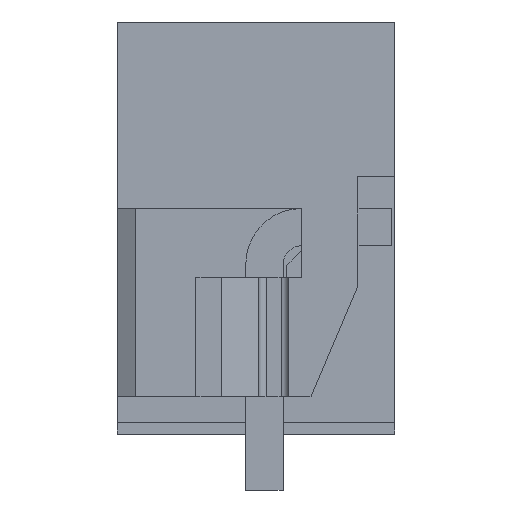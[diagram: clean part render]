
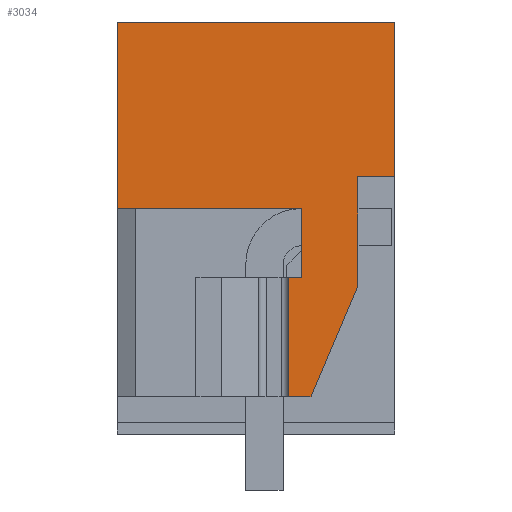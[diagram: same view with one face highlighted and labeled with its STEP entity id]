
A CAD part, left-side view. The second image highlights one B-rep face of the part: STEP entity #3034.
In plain terms, the highlighted planar face has unit normal (-1, 0, 0).
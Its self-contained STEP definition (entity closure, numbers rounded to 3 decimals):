
#2967=AXIS2_PLACEMENT_3D('Plane Axis2P3D',#2964,#2965,#2966) ;
#296=CARTESIAN_POINT('Vertex',(0.,7.45,7.55)) ;
#299=CARTESIAN_POINT('Line Origine',(0.,7.45,10.05)) ;
#303=CARTESIAN_POINT('Vertex',(0.,7.45,12.55)) ;
#2811=CARTESIAN_POINT('Vertex',(0.,2.25,2.5)) ;
#2814=CARTESIAN_POINT('Line Origine',(0.,2.55,2.5)) ;
#2818=CARTESIAN_POINT('Vertex',(0.,2.85,2.5)) ;
#2919=CARTESIAN_POINT('Line Origine',(0.,4.975,7.55)) ;
#2923=CARTESIAN_POINT('Vertex',(0.,2.5,7.55)) ;
#2964=CARTESIAN_POINT('Axis2P3D Location',(0.,7.45,0.1)) ;
#2969=CARTESIAN_POINT('Line Origine',(0.,2.85,4.1)) ;
#2973=CARTESIAN_POINT('Vertex',(0.,2.85,5.7)) ;
#2976=CARTESIAN_POINT('Line Origine',(0.,1.623,3.979)) ;
#2980=CARTESIAN_POINT('Vertex',(0.,0.997,5.458)) ;
#2983=CARTESIAN_POINT('Line Origine',(0.,0.997,6.929)) ;
#2987=CARTESIAN_POINT('Vertex',(0.,0.997,8.4)) ;
#2990=CARTESIAN_POINT('Line Origine',(0.,0.498,8.4)) ;
#2994=CARTESIAN_POINT('Vertex',(0.,0.,8.4)) ;
#2997=CARTESIAN_POINT('Line Origine',(0.,0.,10.475)) ;
#3001=CARTESIAN_POINT('Vertex',(0.,0.,12.55)) ;
#3004=CARTESIAN_POINT('Line Origine',(0.,3.725,12.55)) ;
#3009=CARTESIAN_POINT('Line Origine',(0.,2.5,6.625)) ;
#3013=CARTESIAN_POINT('Vertex',(0.,2.5,5.7)) ;
#3016=CARTESIAN_POINT('Line Origine',(0.,2.675,5.7)) ;
#300=DIRECTION('Vector Direction',(0.,0.,-1.)) ;
#2815=DIRECTION('Vector Direction',(0.,-1.,0.)) ;
#2920=DIRECTION('Vector Direction',(0.,1.,0.)) ;
#2965=DIRECTION('Axis2P3D Direction',(1.,0.,-0.)) ;
#2966=DIRECTION('Axis2P3D XDirection',(0.,0.,1.)) ;
#2970=DIRECTION('Vector Direction',(0.,0.,1.)) ;
#2977=DIRECTION('Vector Direction',(0.,0.39,-0.921)) ;
#2984=DIRECTION('Vector Direction',(0.,0.,1.)) ;
#2991=DIRECTION('Vector Direction',(0.,-1.,0.)) ;
#2998=DIRECTION('Vector Direction',(0.,0.,1.)) ;
#3005=DIRECTION('Vector Direction',(0.,1.,0.)) ;
#3010=DIRECTION('Vector Direction',(0.,0.,-1.)) ;
#3017=DIRECTION('Vector Direction',(0.,1.,0.)) ;
#301=VECTOR('Line Direction',#300,1.) ;
#2816=VECTOR('Line Direction',#2815,1.) ;
#2921=VECTOR('Line Direction',#2920,1.) ;
#2971=VECTOR('Line Direction',#2970,1.) ;
#2978=VECTOR('Line Direction',#2977,1.) ;
#2985=VECTOR('Line Direction',#2984,1.) ;
#2992=VECTOR('Line Direction',#2991,1.) ;
#2999=VECTOR('Line Direction',#2998,1.) ;
#3006=VECTOR('Line Direction',#3005,1.) ;
#3011=VECTOR('Line Direction',#3010,1.) ;
#3018=VECTOR('Line Direction',#3017,1.) ;
#3022=ORIENTED_EDGE('',*,*,#2975,.F.) ;
#3023=ORIENTED_EDGE('',*,*,#2820,.F.) ;
#3024=ORIENTED_EDGE('',*,*,#2982,.F.) ;
#3025=ORIENTED_EDGE('',*,*,#2989,.F.) ;
#3026=ORIENTED_EDGE('',*,*,#2996,.F.) ;
#3027=ORIENTED_EDGE('',*,*,#3003,.F.) ;
#3028=ORIENTED_EDGE('',*,*,#3008,.F.) ;
#3029=ORIENTED_EDGE('',*,*,#305,.F.) ;
#3030=ORIENTED_EDGE('',*,*,#2925,.F.) ;
#3031=ORIENTED_EDGE('',*,*,#3015,.F.) ;
#3032=ORIENTED_EDGE('',*,*,#3020,.F.) ;
#3034=ADVANCED_FACE('HOUSING',(#3033),#2968,.F.) ;
#305=EDGE_CURVE('',#297,#304,#302,.F.) ;
#2820=EDGE_CURVE('',#2812,#2819,#2817,.F.) ;
#2925=EDGE_CURVE('',#2924,#297,#2922,.T.) ;
#2975=EDGE_CURVE('',#2819,#2974,#2972,.T.) ;
#2982=EDGE_CURVE('',#2981,#2812,#2979,.T.) ;
#2989=EDGE_CURVE('',#2988,#2981,#2986,.F.) ;
#2996=EDGE_CURVE('',#2995,#2988,#2993,.F.) ;
#3003=EDGE_CURVE('',#3002,#2995,#3000,.F.) ;
#3008=EDGE_CURVE('',#304,#3002,#3007,.F.) ;
#3015=EDGE_CURVE('',#3014,#2924,#3012,.F.) ;
#3020=EDGE_CURVE('',#2974,#3014,#3019,.F.) ;
#3021=EDGE_LOOP('',(#3022,#3023,#3024,#3025,#3026,#3027,#3028,#3029,#3030,#3031,#3032)) ;
#3033=FACE_OUTER_BOUND('',#3021,.T.) ;
#302=LINE('Line',#299,#301) ;
#2817=LINE('Line',#2814,#2816) ;
#2922=LINE('Line',#2919,#2921) ;
#2972=LINE('Line',#2969,#2971) ;
#2979=LINE('Line',#2976,#2978) ;
#2986=LINE('Line',#2983,#2985) ;
#2993=LINE('Line',#2990,#2992) ;
#3000=LINE('Line',#2997,#2999) ;
#3007=LINE('Line',#3004,#3006) ;
#3012=LINE('Line',#3009,#3011) ;
#3019=LINE('Line',#3016,#3018) ;
#2968=PLANE('',#2967) ;
#297=VERTEX_POINT('',#296) ;
#304=VERTEX_POINT('',#303) ;
#2812=VERTEX_POINT('',#2811) ;
#2819=VERTEX_POINT('',#2818) ;
#2924=VERTEX_POINT('',#2923) ;
#2974=VERTEX_POINT('',#2973) ;
#2981=VERTEX_POINT('',#2980) ;
#2988=VERTEX_POINT('',#2987) ;
#2995=VERTEX_POINT('',#2994) ;
#3002=VERTEX_POINT('',#3001) ;
#3014=VERTEX_POINT('',#3013) ;
